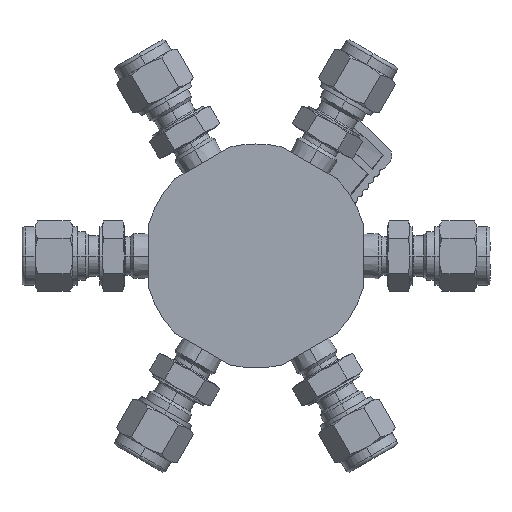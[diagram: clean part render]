
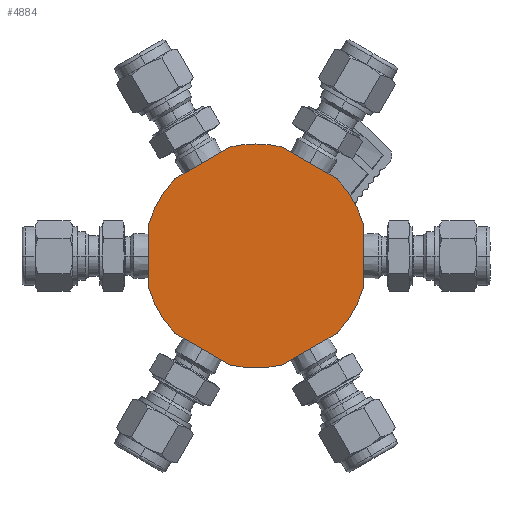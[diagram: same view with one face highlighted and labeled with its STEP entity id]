
A CAD part, front view. The second image highlights one B-rep face of the part: STEP entity #4884.
In plain terms, the highlighted planar face has unit normal (0, -1, 0).
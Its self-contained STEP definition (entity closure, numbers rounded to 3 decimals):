
#4542 = EDGE_CURVE('',#4543,#4545,#4547,.T.);
#4543 = VERTEX_POINT('',#4544);
#4544 = CARTESIAN_POINT('',(2383.62,1967.025,
    25.077));
#4545 = VERTEX_POINT('',#4546);
#4546 = CARTESIAN_POINT('',(2389.685,1967.025,
    25.8));
#4547 = CIRCLE('',#4548,25.8);
#4548 = AXIS2_PLACEMENT_3D('',#4549,#4550,#4551);
#4549 = CARTESIAN_POINT('',(2389.685,1967.025,
    0.));
#4550 = DIRECTION('',(0.,1.,0.));
#4551 = DIRECTION('',(-0.235,0.,0.972)
  );
#4596 = VERTEX_POINT('',#4597);
#4597 = CARTESIAN_POINT('',(2395.751,1967.025,
    -25.077));
#4603 = EDGE_CURVE('',#4596,#4604,#4606,.T.);
#4604 = VERTEX_POINT('',#4605);
#4605 = CARTESIAN_POINT('',(2383.62,1967.025,
    -25.077));
#4606 = CIRCLE('',#4607,25.8);
#4607 = AXIS2_PLACEMENT_3D('',#4608,#4609,#4610);
#4608 = CARTESIAN_POINT('',(2389.685,1967.025,
    0.));
#4609 = DIRECTION('',(0.,1.,0.));
#4610 = DIRECTION('',(0.235,0.,-0.972)
  );
#4626 = EDGE_CURVE('',#4627,#4629,#4631,.T.);
#4627 = VERTEX_POINT('',#4628);
#4628 = CARTESIAN_POINT('',(2414.435,1967.025,
    -7.285));
#4629 = VERTEX_POINT('',#4630);
#4630 = CARTESIAN_POINT('',(2408.37,1967.025,
    -17.791));
#4631 = CIRCLE('',#4632,25.8);
#4632 = AXIS2_PLACEMENT_3D('',#4633,#4634,#4635);
#4633 = CARTESIAN_POINT('',(2389.685,1967.025,
    0.));
#4634 = DIRECTION('',(0.,1.,0.));
#4635 = DIRECTION('',(0.959,0.,-0.282
    ));
#4668 = EDGE_CURVE('',#4669,#4671,#4673,.T.);
#4669 = VERTEX_POINT('',#4670);
#4670 = CARTESIAN_POINT('',(2408.37,1967.025,
    17.791));
#4671 = VERTEX_POINT('',#4672);
#4672 = CARTESIAN_POINT('',(2414.435,1967.025,
    7.285));
#4673 = CIRCLE('',#4674,25.8);
#4674 = AXIS2_PLACEMENT_3D('',#4675,#4676,#4677);
#4675 = CARTESIAN_POINT('',(2389.685,1967.025,
    0.));
#4676 = DIRECTION('',(0.,1.,0.));
#4677 = DIRECTION('',(0.724,0.,0.69));
#4711 = EDGE_CURVE('',#4545,#4712,#4714,.T.);
#4712 = VERTEX_POINT('',#4713);
#4713 = CARTESIAN_POINT('',(2395.751,1967.025,
    25.077));
#4714 = CIRCLE('',#4715,25.8);
#4715 = AXIS2_PLACEMENT_3D('',#4716,#4717,#4718);
#4716 = CARTESIAN_POINT('',(2389.685,1967.025,
    0.));
#4717 = DIRECTION('',(0.,1.,0.));
#4718 = DIRECTION('',(0.,0.,1.));
#4743 = EDGE_CURVE('',#4744,#4746,#4748,.T.);
#4744 = VERTEX_POINT('',#4745);
#4745 = CARTESIAN_POINT('',(2364.935,1967.025,
    7.285));
#4746 = VERTEX_POINT('',#4747);
#4747 = CARTESIAN_POINT('',(2371.001,1967.025,
    17.791));
#4748 = CIRCLE('',#4749,25.8);
#4749 = AXIS2_PLACEMENT_3D('',#4750,#4751,#4752);
#4750 = CARTESIAN_POINT('',(2389.685,1967.025,
    0.));
#4751 = DIRECTION('',(0.,1.,0.));
#4752 = DIRECTION('',(-0.959,0.,0.282
    ));
#4785 = EDGE_CURVE('',#4786,#4788,#4790,.T.);
#4786 = VERTEX_POINT('',#4787);
#4787 = CARTESIAN_POINT('',(2371.001,1967.025,
    -17.791));
#4788 = VERTEX_POINT('',#4789);
#4789 = CARTESIAN_POINT('',(2364.935,1967.025,
    -7.285));
#4790 = CIRCLE('',#4791,25.8);
#4791 = AXIS2_PLACEMENT_3D('',#4792,#4793,#4794);
#4792 = CARTESIAN_POINT('',(2389.685,1967.025,
    0.));
#4793 = DIRECTION('',(0.,1.,0.));
#4794 = DIRECTION('',(-0.724,0.,-0.69
    ));
#4884 = ADVANCED_FACE('',(#4885),#4930,.T.);
#4885 = FACE_BOUND('',#4886,.T.);
#4886 = EDGE_LOOP('',(#4887,#4888,#4894,#4895,#4901,#4902,#4908,#4909,
    #4910,#4916,#4917,#4923,#4924));
#4887 = ORIENTED_EDGE('',*,*,#4603,.F.);
#4888 = ORIENTED_EDGE('',*,*,#4889,.T.);
#4889 = EDGE_CURVE('',#4596,#4629,#4890,.T.);
#4890 = LINE('',#4891,#4892);
#4891 = CARTESIAN_POINT('',(2395.751,1967.025,
    -25.077));
#4892 = VECTOR('',#4893,1.);
#4893 = DIRECTION('',(0.866,0.,0.5));
#4894 = ORIENTED_EDGE('',*,*,#4626,.F.);
#4895 = ORIENTED_EDGE('',*,*,#4896,.T.);
#4896 = EDGE_CURVE('',#4627,#4671,#4897,.T.);
#4897 = LINE('',#4898,#4899);
#4898 = CARTESIAN_POINT('',(2414.435,1967.025,
    -7.285));
#4899 = VECTOR('',#4900,1.);
#4900 = DIRECTION('',(0.,0.,1.));
#4901 = ORIENTED_EDGE('',*,*,#4668,.F.);
#4902 = ORIENTED_EDGE('',*,*,#4903,.T.);
#4903 = EDGE_CURVE('',#4669,#4712,#4904,.T.);
#4904 = LINE('',#4905,#4906);
#4905 = CARTESIAN_POINT('',(2408.37,1967.025,
    17.791));
#4906 = VECTOR('',#4907,1.);
#4907 = DIRECTION('',(-0.866,0.,0.5));
#4908 = ORIENTED_EDGE('',*,*,#4711,.F.);
#4909 = ORIENTED_EDGE('',*,*,#4542,.F.);
#4910 = ORIENTED_EDGE('',*,*,#4911,.T.);
#4911 = EDGE_CURVE('',#4543,#4746,#4912,.T.);
#4912 = LINE('',#4913,#4914);
#4913 = CARTESIAN_POINT('',(2383.62,1967.025,
    25.077));
#4914 = VECTOR('',#4915,1.);
#4915 = DIRECTION('',(-0.866,0.,-0.5));
#4916 = ORIENTED_EDGE('',*,*,#4743,.F.);
#4917 = ORIENTED_EDGE('',*,*,#4918,.T.);
#4918 = EDGE_CURVE('',#4744,#4788,#4919,.T.);
#4919 = LINE('',#4920,#4921);
#4920 = CARTESIAN_POINT('',(2364.935,1967.025,
    7.285));
#4921 = VECTOR('',#4922,1.);
#4922 = DIRECTION('',(0.,0.,-1.));
#4923 = ORIENTED_EDGE('',*,*,#4785,.F.);
#4924 = ORIENTED_EDGE('',*,*,#4925,.T.);
#4925 = EDGE_CURVE('',#4786,#4604,#4926,.T.);
#4926 = LINE('',#4927,#4928);
#4927 = CARTESIAN_POINT('',(2371.001,1967.025,
    -17.791));
#4928 = VECTOR('',#4929,1.);
#4929 = DIRECTION('',(0.866,0.,-0.5));
#4930 = PLANE('',#4931);
#4931 = AXIS2_PLACEMENT_3D('',#4932,#4933,#4934);
#4932 = CARTESIAN_POINT('',(0.,1967.025,0.));
#4933 = DIRECTION('',(0.,-1.,0.));
#4934 = DIRECTION('',(0.,0.,-1.));
